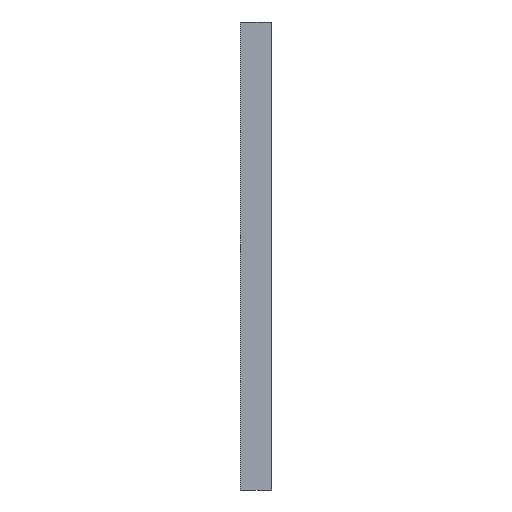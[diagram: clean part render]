
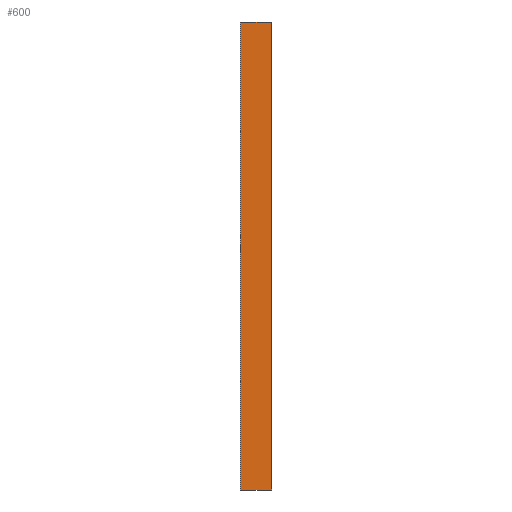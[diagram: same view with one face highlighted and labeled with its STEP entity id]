
A CAD part, front view. The second image highlights one B-rep face of the part: STEP entity #600.
In plain terms, the highlighted planar face has unit normal (0, -1, 0).
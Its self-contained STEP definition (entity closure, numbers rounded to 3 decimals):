
#6 = EDGE_CURVE ( 'NONE', #885, #435, #1177, .T. ) ;
#13 = CARTESIAN_POINT ( 'NONE',  ( 99., -1., -1500. ) ) ;
#55 = EDGE_CURVE ( 'NONE', #739, #531, #955, .T. ) ;
#60 = DIRECTION ( 'NONE',  ( 1., 0., 0. ) ) ;
#76 = ORIENTED_EDGE ( 'NONE', *, *, #55, .F. ) ;
#142 = ORIENTED_EDGE ( 'NONE', *, *, #233, .F. ) ;
#233 = EDGE_CURVE ( 'NONE', #885, #739, #442, .T. ) ;
#262 = CARTESIAN_POINT ( 'NONE',  ( -99., -1., -1500. ) ) ;
#274 = CARTESIAN_POINT ( 'NONE',  ( -99., -1., 1500. ) ) ;
#322 = CARTESIAN_POINT ( 'NONE',  ( -101., -1., -1500. ) ) ;
#325 = CARTESIAN_POINT ( 'NONE',  ( -101., -1., -1500. ) ) ;
#340 = PLANE ( 'NONE',  #808 ) ;
#341 = DIRECTION ( 'NONE',  ( 0., 0., 1. ) ) ;
#352 = DIRECTION ( 'NONE',  ( 0., 0., 1. ) ) ;
#410 = LINE ( 'NONE', #13, #882 ) ;
#435 = VERTEX_POINT ( 'NONE', #1115 ) ;
#437 = VECTOR ( 'NONE', #341, 1000. ) ;
#442 = LINE ( 'NONE', #262, #437 ) ;
#451 = DIRECTION ( 'NONE',  ( 0., -1., 0. ) ) ;
#492 = DIRECTION ( 'NONE',  ( 0., 0., -1. ) ) ;
#513 = FACE_OUTER_BOUND ( 'NONE', #991, .T. ) ;
#519 = VECTOR ( 'NONE', #1235, 1000. ) ;
#531 = VERTEX_POINT ( 'NONE', #783 ) ;
#539 = VECTOR ( 'NONE', #60, 1000. ) ;
#600 = ADVANCED_FACE ( 'NONE', ( #513 ), #340, .T. ) ;
#739 = VERTEX_POINT ( 'NONE', #274 ) ;
#783 = CARTESIAN_POINT ( 'NONE',  ( 99., -1., 1500. ) ) ;
#793 = CARTESIAN_POINT ( 'NONE',  ( -101., -1., 1500. ) ) ;
#808 = AXIS2_PLACEMENT_3D ( 'NONE', #322, #451, #492 ) ;
#843 = EDGE_CURVE ( 'NONE', #435, #531, #410, .T. ) ;
#881 = ORIENTED_EDGE ( 'NONE', *, *, #843, .T. ) ;
#882 = VECTOR ( 'NONE', #352, 1000. ) ;
#885 = VERTEX_POINT ( 'NONE', #1097 ) ;
#955 = LINE ( 'NONE', #793, #519 ) ;
#991 = EDGE_LOOP ( 'NONE', ( #76, #142, #1314, #881 ) ) ;
#1097 = CARTESIAN_POINT ( 'NONE',  ( -99., -1., -1500. ) ) ;
#1115 = CARTESIAN_POINT ( 'NONE',  ( 99., -1., -1500. ) ) ;
#1177 = LINE ( 'NONE', #325, #539 ) ;
#1235 = DIRECTION ( 'NONE',  ( 1., 0., 0. ) ) ;
#1314 = ORIENTED_EDGE ( 'NONE', *, *, #6, .T. ) ;
